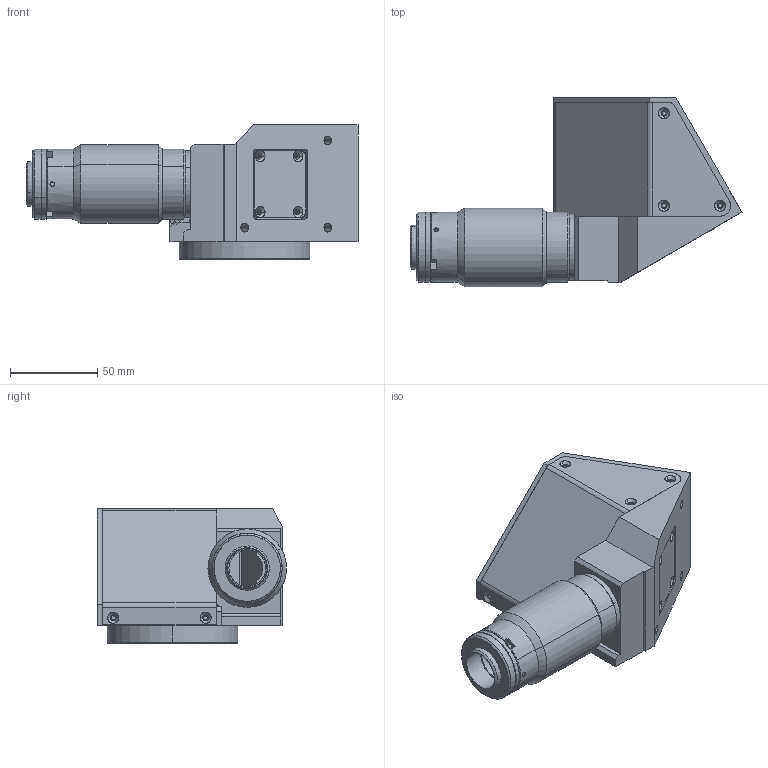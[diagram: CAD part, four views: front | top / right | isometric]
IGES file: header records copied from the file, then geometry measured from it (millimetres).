
Start section: SolidWorks IGES file using analytic representation for surfaces
Global section: file name: TCCR4M048-C.IGS; native system: SolidWorks 2013; preprocessor: SolidWorks 2013; author: piermario; date: 150721.153508; units: millimetre
Bounding box: 190.26 x 108.32 x 76.86 mm (x, y, z)
Surface area: 72995.2 mm2 (no closed solid volume)
Topology: 0 solids, 0 shells, 281 faces, 4588 edges, 4587 vertices
Faces by surface type: revolution 190, bspline 91
